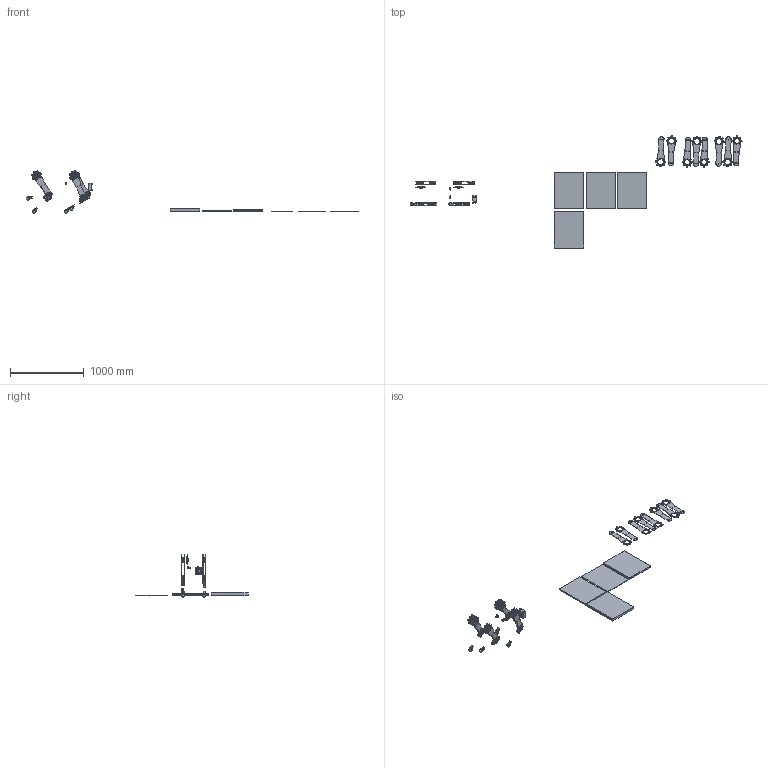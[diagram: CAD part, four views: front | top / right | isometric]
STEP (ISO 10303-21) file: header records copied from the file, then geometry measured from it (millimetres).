
FILE_DESCRIPTION(/* description */ (''),/* implementation_level */ '2;1');
FILE_NAME(/* name */ '2023.000.000 - Робособака в сборе.stp',/* time_stamp */ '2023-11-01T20:45:43+03:00',/* author */ (''),/* organization */ (''),/* preprocessor_version */ 'ST-DEVELOPER v16.7',/* originating_system */ 'SIEMENS PLM Software NX 12.0',/* authorisation */ '');
FILE_SCHEMA (('AUTOMOTIVE_DESIGN { 1 0 10303 214 3 1 1 1 }'));
Products named in the file (221): 7014_IMPELLER_CONCORD; 7013_PILLOW_CONCORD; TTP-SOUTH-MEM-2; TTP-EAST-MEM; SPREADER-P3701-LIDLESS; 320-1885-000; 600-63701-BASE-A05; 080-1502-000_4; MAGNET_PCIE_CVR_CONCORD; VST_071C125D; VSB_071C125D; LOGO_SILK_180_I560; 080-1926-000_3; 080-1928-000_1; VIRTUAL_SHORT_L6; 080-1927-000_1; 064-0531-000_1; 086-0303-000_1; SO08_048X038; 315-1257-000_1; 080-1898-000_1; 080-1923-000_1; LOGO_SILK_NVIDIA_I0600X0330; 032-0696-000_1; 300-1128-000_1; 300-0817-000_2; 300-1070-000_3; QFN040Q_P050_0065_T047X047; 280-0161-000_1; 085-0347-000_1; 086-0282-000_1; 130-1221-000_1; 115-2752-000_1; 085-0365-000_1; 115-0655-000_3; 115-2838-000_1; 130-0846-000_1; 300-1074-000_1; 300-0992-000_2; 0603_H070 ...
Assembly tree (816 placements, depth 8):
  2023.000.000 - Робособака 
в сборе
    2023.000.008 - Туловище
      Труба1 14х1  x4
      Труба 14х1  x6
      2023.000.009 - Нервюра  x2
      2023.000.011 - Нервюра  x2
      Электроника
        Аккумулятор
        Компьютер
          SCREW_M2_5_25_3  x4
          FOOT_CONCCORD_ASM
            FOOT_CONCORD
            FOOT_CONCORD_BUTTON_RUBBER
            FOOT_RUBBER_CONCORD
            FOOT_RUBBER_CONCORD_2
            LG-4_CONCORD_0420
            ADHESIVE_FOOT_COVER_CONCORD
            ADHESIVE_FEET_CONCORD
            ADHESIVE_FEET_CONCORD_2
          PCIE_COVER_CONCORD_ASM
            PCIE_COVER_CONCORD
            ANT-ASSEMBLY_FR4-1
            ANT-ASSEMBLY_FR4-2
            MAGNET_PCIE_CVR_CONCORD_ASSY_ASM  x3
              MAGNET_PCIE_CVR_CONCORD
            MYLAR_MAGNET_PCIE_CVR
            MYLAR_MAGNET_PCIE_CVR_2
            371-0232-000
          245-13701-0000-000_ASM
            600-13701-BASE-A00_ASM
              080-1502-000_4
            600-63701-BASE-A05_ASM
              600-63701-BASE-A05
            320-1885-000-LIDLESS_ASM
              320-1885-000
              SPREADER-P3701-LIDLESS
              TTP-EAST-MEM
              TTP-SOUTH-MEM-2
            HEATPIPE-P3701-LIDLESS  x2
            367-0600-000A
            155-0532-000  x4
            155-1167-000  x4
          00_TOP_LVL_P3737_SKEL
          330-0266-000_M2_WIFI_MODULE_ASM
            330-0266-000_MODULE_BOARD
          FANSINK_CONCORD_ASM
            FAN_COVER_CONCORD_COLLAPSIBLE
            HEATSINK_CONCORD
            CONCORD_FAN_ASSY_ASM
              7014_ASSY_ASM_CONCORD_ASM
                7013_PILLOW_CONCORD
                7014_IMPELLER_CONCORD
            GALEN_FAN_WIRE_SCREW
            MAGNET_FAN_CVR_CONCORD  x6
            CONCORD_FAN_SCREW  x3
          600-13737-0000-A01_ASM
            600-13737-0000-A01
            065-0738-000_1  x2
            LOGO_LABEL_PPID_0180X0050
            LL_VENDOR_DATECODE_TOP_2R
Bounding box: 4496.29 x 1518.9 x 571.19 mm (x, y, z)
Volume: 24033974.4 mm3; surface area: 3667423 mm2
Topology: 62 solids, 62 shells, 3490 faces, 9839 edges, 6509 vertices
Faces by surface type: cylinder 2320, plane 602, extrusion 262, bspline 220, torus 36, cone 26, sphere 24
Full cylindrical faces by diameter (mm): 2.3 x12, 3.242 x16, 4.5 x168, 6.5 x32, 8 x2, 9 x2, 10 x112, 12 x16, 12.5 x12, 14 x4, 15.2 x6, 27.001 x4, 28.5 x4, 40 x2, 71 x16
Entity records: 40878 total; most frequent: CARTESIAN_POINT 9768, DIRECTION 6260, ORIENTED_EDGE 4314, AXIS2_PLACEMENT_3D 2680, EDGE_CURVE 2157, VERTEX_POINT 1479, EDGE_LOOP 1174, CIRCLE 1088
